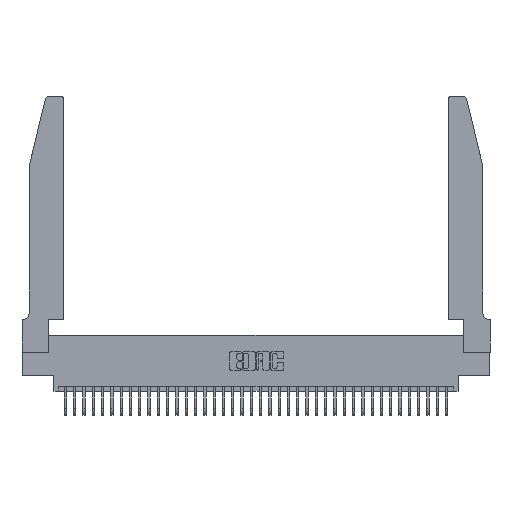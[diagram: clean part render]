
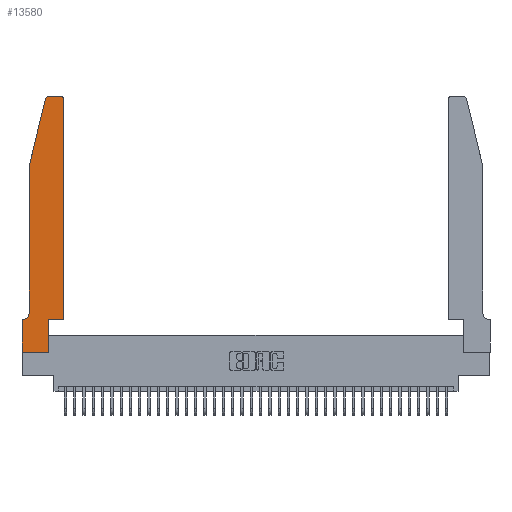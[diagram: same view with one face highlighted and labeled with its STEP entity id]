
A CAD part, top view. The second image highlights one B-rep face of the part: STEP entity #13580.
In plain terms, the highlighted planar face has unit normal (0, 0, 1).
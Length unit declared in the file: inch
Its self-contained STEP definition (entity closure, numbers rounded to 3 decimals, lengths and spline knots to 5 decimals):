
#9 = CARTESIAN_POINT ( 'NONE',  ( 0., 0., 0.37 ) ) ;
#691 = LINE ( 'NONE', #7076, #22360 ) ;
#838 = FACE_OUTER_BOUND ( 'NONE', #23097, .T. ) ;
#858 = ORIENTED_EDGE ( 'NONE', *, *, #16021, .T. ) ;
#911 = DIRECTION ( 'NONE',  ( 0., 0., 1. ) ) ;
#929 = VERTEX_POINT ( 'NONE', #35076 ) ;
#1096 = VERTEX_POINT ( 'NONE', #13144 ) ;
#1139 = VERTEX_POINT ( 'NONE', #33106 ) ;
#1900 = EDGE_CURVE ( 'NONE', #1139, #1096, #14015, .T. ) ;
#2433 = DIRECTION ( 'NONE',  ( -1., 0., 0. ) ) ;
#2557 = DIRECTION ( 'NONE',  ( 0., 0., -1. ) ) ;
#2686 = AXIS2_PLACEMENT_3D ( 'NONE', #19469, #2557, #22340 ) ;
#3345 = PLANE ( 'NONE',  #29729 ) ;
#3354 = DIRECTION ( 'NONE',  ( -0.239, -0.971, 0. ) ) ;
#4250 = VECTOR ( 'NONE', #13449, 39.37008 ) ;
#5706 = VECTOR ( 'NONE', #8791, 39.37008 ) ;
#5932 = AXIS2_PLACEMENT_3D ( 'NONE', #13217, #32944, #16011 ) ;
#6543 = DIRECTION ( 'NONE',  ( 0., -1., 0. ) ) ;
#7076 = CARTESIAN_POINT ( 'NONE',  ( 0.2865, 0.35, 0.37 ) ) ;
#7132 = EDGE_CURVE ( 'NONE', #1096, #929, #20682, .T. ) ;
#7282 = ORIENTED_EDGE ( 'NONE', *, *, #1900, .T. ) ;
#7470 = ORIENTED_EDGE ( 'NONE', *, *, #24357, .T. ) ;
#7484 = LINE ( 'NONE', #14301, #5706 ) ;
#8138 = VERTEX_POINT ( 'NONE', #36377 ) ;
#8164 = CARTESIAN_POINT ( 'NONE',  ( 0.2605, 2.75, 0.37 ) ) ;
#8738 = LINE ( 'NONE', #23119, #22814 ) ;
#8791 = DIRECTION ( 'NONE',  ( 1., 0., 0. ) ) ;
#8978 = EDGE_CURVE ( 'NONE', #929, #31616, #17345, .T. ) ;
#9062 = VERTEX_POINT ( 'NONE', #9773 ) ;
#9095 = DIRECTION ( 'NONE',  ( 1., 0., 0. ) ) ;
#9424 = VERTEX_POINT ( 'NONE', #9 ) ;
#9773 = CARTESIAN_POINT ( 'NONE',  ( 0.0755, 0.42, 0.37 ) ) ;
#10972 = DIRECTION ( 'NONE',  ( 1., 0., 0. ) ) ;
#11942 = ORIENTED_EDGE ( 'NONE', *, *, #12540, .T. ) ;
#12110 = EDGE_CURVE ( 'NONE', #9424, #25225, #36473, .T. ) ;
#12324 = EDGE_CURVE ( 'NONE', #31616, #8138, #8738, .T. ) ;
#12390 = CARTESIAN_POINT ( 'NONE',  ( 0., 0.35, 0.37 ) ) ;
#12526 = VERTEX_POINT ( 'NONE', #23858 ) ;
#12540 = EDGE_CURVE ( 'NONE', #25225, #12526, #691, .T. ) ;
#12787 = EDGE_CURVE ( 'NONE', #9062, #14218, #21892, .T. ) ;
#13144 = CARTESIAN_POINT ( 'NONE',  ( 0.4205, 2.75, 0.37 ) ) ;
#13217 = CARTESIAN_POINT ( 'NONE',  ( 0.4205, 2.72, 0.37 ) ) ;
#13307 = ORIENTED_EDGE ( 'NONE', *, *, #22195, .T. ) ;
#13449 = DIRECTION ( 'NONE',  ( -1., 0., 0. ) ) ;
#13568 = LINE ( 'NONE', #35974, #4250 ) ;
#13580 = ADVANCED_FACE ( 'NONE', ( #838 ), #3345, .T. ) ;
#13666 = VERTEX_POINT ( 'NONE', #17781 ) ;
#14000 = LINE ( 'NONE', #34290, #20611 ) ;
#14015 = CIRCLE ( 'NONE', #5932, 0.03 ) ;
#14218 = VERTEX_POINT ( 'NONE', #23818 ) ;
#14301 = CARTESIAN_POINT ( 'NONE',  ( 0.4505, 0.35, 0.37 ) ) ;
#16011 = DIRECTION ( 'NONE',  ( 1., 0., 0. ) ) ;
#16021 = EDGE_CURVE ( 'NONE', #8138, #9062, #14000, .T. ) ;
#16862 = LINE ( 'NONE', #20583, #30156 ) ;
#17345 = CIRCLE ( 'NONE', #21429, 0.03 ) ;
#17781 = CARTESIAN_POINT ( 'NONE',  ( 0.4505, 0.35, 0.37 ) ) ;
#17852 = CARTESIAN_POINT ( 'NONE',  ( 0.284, 2.72, 0.37 ) ) ;
#18726 = CARTESIAN_POINT ( 'NONE',  ( 0.4505, 0.35, 0.37 ) ) ;
#19072 = VECTOR ( 'NONE', #27298, 39.37008 ) ;
#19469 = CARTESIAN_POINT ( 'NONE',  ( 0.0055, 0.42, 0.37 ) ) ;
#19941 = ORIENTED_EDGE ( 'NONE', *, *, #8978, .T. ) ;
#20583 = CARTESIAN_POINT ( 'NONE',  ( 0., 0., 0.37 ) ) ;
#20611 = VECTOR ( 'NONE', #31172, 39.37008 ) ;
#20682 = LINE ( 'NONE', #8164, #21551 ) ;
#20706 = DIRECTION ( 'NONE',  ( 1., 0., 0. ) ) ;
#21429 = AXIS2_PLACEMENT_3D ( 'NONE', #17852, #911, #20706 ) ;
#21551 = VECTOR ( 'NONE', #2433, 39.37008 ) ;
#21759 = LINE ( 'NONE', #18726, #19072 ) ;
#21892 = CIRCLE ( 'NONE', #2686, 0.07 ) ;
#22195 = EDGE_CURVE ( 'NONE', #13666, #1139, #21759, .T. ) ;
#22246 = ORIENTED_EDGE ( 'NONE', *, *, #12324, .T. ) ;
#22340 = DIRECTION ( 'NONE',  ( -1., 0., 0. ) ) ;
#22360 = VECTOR ( 'NONE', #29668, 39.37008 ) ;
#22522 = EDGE_CURVE ( 'NONE', #29890, #9424, #16862, .T. ) ;
#22722 = ORIENTED_EDGE ( 'NONE', *, *, #22522, .T. ) ;
#22814 = VECTOR ( 'NONE', #3354, 39.37008 ) ;
#23097 = EDGE_LOOP ( 'NONE', ( #30706, #19941, #22246, #858, #23832, #25214, #22722, #28119, #11942, #7470, #13307, #7282 ) ) ;
#23108 = CARTESIAN_POINT ( 'NONE',  ( 0., 0.35, 0.37 ) ) ;
#23119 = CARTESIAN_POINT ( 'NONE',  ( 0.0755, 2., 0.37 ) ) ;
#23818 = CARTESIAN_POINT ( 'NONE',  ( 0.0055, 0.35, 0.37 ) ) ;
#23832 = ORIENTED_EDGE ( 'NONE', *, *, #12787, .T. ) ;
#23858 = CARTESIAN_POINT ( 'NONE',  ( 0.2865, 0.35, 0.37 ) ) ;
#24357 = EDGE_CURVE ( 'NONE', #12526, #13666, #7484, .T. ) ;
#24745 = CARTESIAN_POINT ( 'NONE',  ( 0.25487, 2.72718, 0.37 ) ) ;
#25214 = ORIENTED_EDGE ( 'NONE', *, *, #34680, .T. ) ;
#25225 = VERTEX_POINT ( 'NONE', #28437 ) ;
#25988 = DIRECTION ( 'NONE',  ( 0., 0., 1. ) ) ;
#27298 = DIRECTION ( 'NONE',  ( 0., 1., 0. ) ) ;
#28119 = ORIENTED_EDGE ( 'NONE', *, *, #12110, .T. ) ;
#28437 = CARTESIAN_POINT ( 'NONE',  ( 0.2865, 0., 0.37 ) ) ;
#29668 = DIRECTION ( 'NONE',  ( 0., 1., 0. ) ) ;
#29729 = AXIS2_PLACEMENT_3D ( 'NONE', #23108, #25988, #9095 ) ;
#29890 = VERTEX_POINT ( 'NONE', #12390 ) ;
#30156 = VECTOR ( 'NONE', #6543, 39.37008 ) ;
#30706 = ORIENTED_EDGE ( 'NONE', *, *, #7132, .T. ) ;
#31172 = DIRECTION ( 'NONE',  ( 0., -1., 0. ) ) ;
#31616 = VERTEX_POINT ( 'NONE', #24745 ) ;
#32944 = DIRECTION ( 'NONE',  ( 0., 0., 1. ) ) ;
#33106 = CARTESIAN_POINT ( 'NONE',  ( 0.4505, 2.72, 0.37 ) ) ;
#33493 = CARTESIAN_POINT ( 'NONE',  ( 0., 0., 0.37 ) ) ;
#34290 = CARTESIAN_POINT ( 'NONE',  ( 0.0755, 2., 0.37 ) ) ;
#34680 = EDGE_CURVE ( 'NONE', #14218, #29890, #13568, .T. ) ;
#35076 = CARTESIAN_POINT ( 'NONE',  ( 0.284, 2.75, 0.37 ) ) ;
#35617 = VECTOR ( 'NONE', #10972, 39.37008 ) ;
#35974 = CARTESIAN_POINT ( 'NONE',  ( 0.0755, 0.35, 0.37 ) ) ;
#36377 = CARTESIAN_POINT ( 'NONE',  ( 0.0755, 2., 0.37 ) ) ;
#36473 = LINE ( 'NONE', #33493, #35617 ) ;
